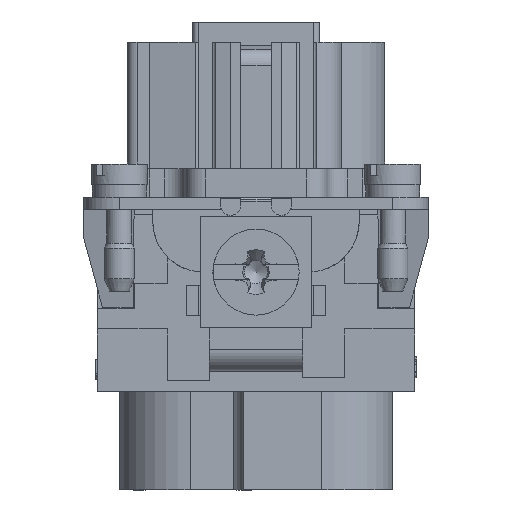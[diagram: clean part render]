
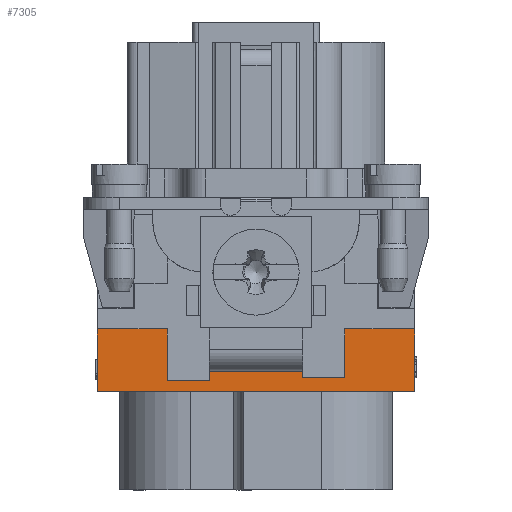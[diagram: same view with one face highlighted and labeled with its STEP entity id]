
A CAD part, left-side view. The second image highlights one B-rep face of the part: STEP entity #7305.
In plain terms, the highlighted planar face has unit normal (-1, 0, 0).
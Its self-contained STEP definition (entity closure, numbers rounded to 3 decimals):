
#6471=FACE_OUTER_BOUND('',#9235,.T.);
#7305=ADVANCED_FACE('',(#6471),#8203,.T.);
#8203=PLANE('',#25059);
#9235=EDGE_LOOP('',(#11449,#11450,#11451,#11452,#11453,#11454,#11455,#11456,
#11457,#11458,#11459,#11460));
#11449=ORIENTED_EDGE('',*,*,#17563,.T.);
#11450=ORIENTED_EDGE('',*,*,#17564,.T.);
#11451=ORIENTED_EDGE('',*,*,#17489,.T.);
#11452=ORIENTED_EDGE('',*,*,#17502,.T.);
#11453=ORIENTED_EDGE('',*,*,#17503,.T.);
#11454=ORIENTED_EDGE('',*,*,#16972,.T.);
#11455=ORIENTED_EDGE('',*,*,#17565,.T.);
#11456=ORIENTED_EDGE('',*,*,#16941,.T.);
#11457=ORIENTED_EDGE('',*,*,#17562,.T.);
#11458=ORIENTED_EDGE('',*,*,#17446,.T.);
#11459=ORIENTED_EDGE('',*,*,#17566,.T.);
#11460=ORIENTED_EDGE('',*,*,#17567,.T.);
#15263=VERTEX_POINT('',#31789);
#15264=VERTEX_POINT('',#31790);
#15291=VERTEX_POINT('',#31952);
#15292=VERTEX_POINT('',#31954);
#15623=VERTEX_POINT('',#33287);
#15624=VERTEX_POINT('',#33289);
#15648=VERTEX_POINT('',#33373);
#15649=VERTEX_POINT('',#33374);
#15657=VERTEX_POINT('',#33397);
#15689=VERTEX_POINT('',#33534);
#15690=VERTEX_POINT('',#33535);
#15691=VERTEX_POINT('',#33539);
#16941=EDGE_CURVE('',#15263,#15264,#20457,.T.);
#16972=EDGE_CURVE('',#15292,#15291,#20474,.T.);
#17446=EDGE_CURVE('',#15624,#15623,#20796,.T.);
#17489=EDGE_CURVE('',#15648,#15649,#20834,.T.);
#17502=EDGE_CURVE('',#15649,#15657,#20846,.T.);
#17503=EDGE_CURVE('',#15657,#15292,#20847,.T.);
#17562=EDGE_CURVE('',#15264,#15624,#20902,.T.);
#17563=EDGE_CURVE('',#15689,#15690,#20903,.T.);
#17564=EDGE_CURVE('',#15690,#15648,#20904,.T.);
#17565=EDGE_CURVE('',#15291,#15263,#20905,.T.);
#17566=EDGE_CURVE('',#15623,#15691,#20906,.T.);
#17567=EDGE_CURVE('',#15691,#15689,#20907,.T.);
#20457=LINE('',#31788,#22088);
#20474=LINE('',#31953,#22105);
#20796=LINE('',#33288,#22427);
#20834=LINE('',#33372,#22465);
#20846=LINE('',#33398,#22477);
#20847=LINE('',#33400,#22478);
#20902=LINE('',#33531,#22533);
#20903=LINE('',#33533,#22534);
#20904=LINE('',#33536,#22535);
#20905=LINE('',#33537,#22536);
#20906=LINE('',#33538,#22537);
#20907=LINE('',#33540,#22538);
#22088=VECTOR('',#26754,1.);
#22105=VECTOR('',#26781,1.);
#22427=VECTOR('',#27585,1.);
#22465=VECTOR('',#27667,1.);
#22477=VECTOR('',#27687,1.);
#22478=VECTOR('',#27690,1.);
#22533=VECTOR('',#27803,1.);
#22534=VECTOR('',#27806,1.);
#22535=VECTOR('',#27807,1.);
#22536=VECTOR('',#27808,1.);
#22537=VECTOR('',#27809,1.);
#22538=VECTOR('',#27810,1.);
#25059=AXIS2_PLACEMENT_3D('',#33541,#27811,#27812);
#26754=DIRECTION('',(0.,0.,1.));
#26781=DIRECTION('',(0.,0.,-1.));
#27585=DIRECTION('',(0.,0.,-1.));
#27667=DIRECTION('',(0.,1.,0.));
#27687=DIRECTION('',(0.,0.,1.));
#27690=DIRECTION('',(0.,1.,0.));
#27803=DIRECTION('',(0.,1.,0.));
#27806=DIRECTION('',(0.,1.,0.));
#27807=DIRECTION('',(0.,0.,1.));
#27808=DIRECTION('',(0.,-1.,0.));
#27809=DIRECTION('',(0.,1.,0.));
#27810=DIRECTION('',(0.,0.,-1.));
#27811=DIRECTION('',(-1.,0.,0.));
#27812=DIRECTION('',(0.,-1.,0.));
#31788=CARTESIAN_POINT('',(-27.65,-15.65,-18.));
#31789=CARTESIAN_POINT('',(-27.65,-15.65,-18.));
#31790=CARTESIAN_POINT('',(-27.65,-15.65,-11.8));
#31952=CARTESIAN_POINT('',(-27.65,15.65,-18.));
#31953=CARTESIAN_POINT('',(-27.65,15.65,-11.8));
#31954=CARTESIAN_POINT('',(-27.65,15.65,-11.8));
#33287=CARTESIAN_POINT('',(-27.65,-8.75,-14.6));
#33288=CARTESIAN_POINT('',(-27.65,-8.75,-11.8));
#33289=CARTESIAN_POINT('',(-27.65,-8.75,-11.8));
#33372=CARTESIAN_POINT('',(-27.65,4.6,-14.9));
#33373=CARTESIAN_POINT('',(-27.65,5.5,-14.9));
#33374=CARTESIAN_POINT('',(-27.65,8.75,-14.9));
#33397=CARTESIAN_POINT('',(-27.65,8.75,-11.8));
#33398=CARTESIAN_POINT('',(-27.65,8.75,-14.9));
#33400=CARTESIAN_POINT('',(-27.65,8.75,-11.8));
#33531=CARTESIAN_POINT('',(-27.65,-15.65,-11.8));
#33533=CARTESIAN_POINT('',(-27.65,16.,-16.));
#33534=CARTESIAN_POINT('',(-27.65,-5.5,-16.));
#33535=CARTESIAN_POINT('',(-27.65,5.5,-16.));
#33536=CARTESIAN_POINT('',(-27.65,5.5,-18.1));
#33537=CARTESIAN_POINT('',(-27.65,15.65,-18.));
#33538=CARTESIAN_POINT('',(-27.65,-8.75,-14.6));
#33539=CARTESIAN_POINT('',(-27.65,-5.5,-14.6));
#33540=CARTESIAN_POINT('',(-27.65,-5.5,-16.038));
#33541=CARTESIAN_POINT('',(-27.65,16.,-18.1));
